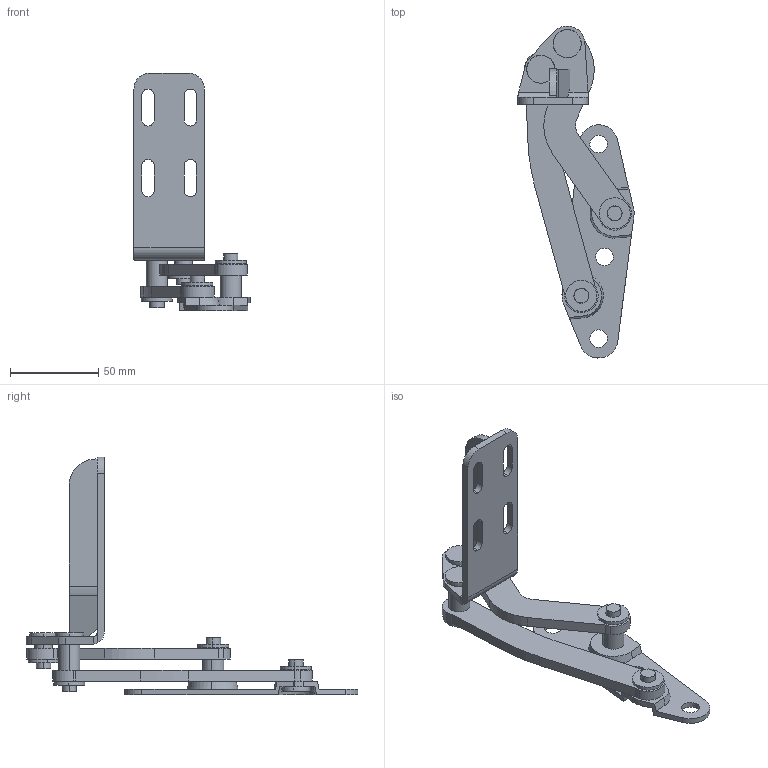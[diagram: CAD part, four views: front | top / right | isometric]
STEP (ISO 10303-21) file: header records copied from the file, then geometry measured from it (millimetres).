
FILE_DESCRIPTION (( 'STEP AP203' ), '1' );
FILE_NAME ('B-863-1-L.STEP', '2021-06-02T00:32:55', ( '' ), ( '' ), 'SwSTEP 2.0', 'SolidWorks 2018', '' );
FILE_SCHEMA (( 'CONFIG_CONTROL_DESIGN' ));
Length unit declared in the file: millimetre
Products named in the file (13): 11468-B101; 11468-B103; 11468-B104; 11468-B111; 11468-B102; 11468-B110; 11468-B109; 11468-B001_総組立図用(ﾃﾞﾌｫﾙﾄ); B-863-1-L; 11468-B002_総組立図用; 11468-B108; 11468-B106; 11468-B105
Assembly tree (15 placements, depth 3):
  B-863-1-L
    11468-B001_総組立図用(ﾃﾞﾌｫﾙﾄ)
      11468-B101
      11468-B109
      11468-B111
    11468-B002_総組立図用
      11468-B102
      11468-B103
      11468-B108
      11468-B110
    11468-B104
    11468-B105
    11468-B106  x4
Bounding box: 65.94 x 188.28 x 134.8 mm (x, y, z)
Volume: 75589.9 mm3; surface area: 45683 mm2
Topology: 13 solids, 13 shells, 203 faces, 499 edges, 332 vertices
Faces by surface type: cylinder 104, plane 85, torus 8, cone 6
Entity records: 7198 total; most frequent: DIRECTION 1079, CARTESIAN_POINT 1016, ORIENTED_EDGE 926, EDGE_CURVE 463, AXIS2_PLACEMENT_3D 419, VERTEX_POINT 308, LINE 241, VECTOR 241
